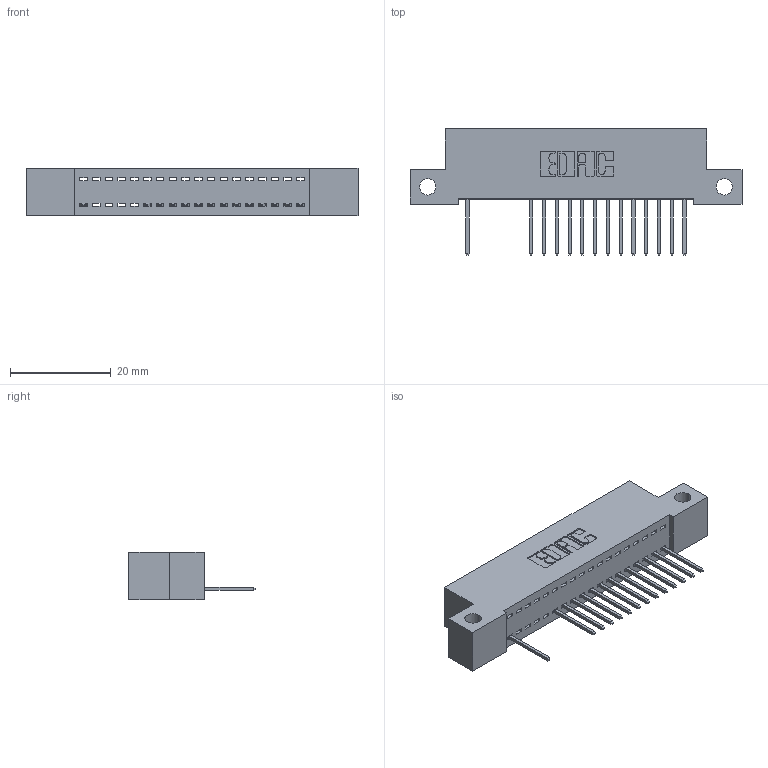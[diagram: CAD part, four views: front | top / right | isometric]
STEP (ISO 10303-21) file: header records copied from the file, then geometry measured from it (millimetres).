
FILE_DESCRIPTION (( 'STEP AP203' ), '1' );
FILE_NAME ('392-018-523-112.STEP', '2018-08-15T03:49:31', ( '' ), ( '' ), 'SwSTEP 2.0', 'SolidWorks 2016', '' );
FILE_SCHEMA (( 'CONFIG_CONTROL_DESIGN' ));
Length unit declared in the file: inch
Products named in the file (3): 345-292-001_345-293-123; 392-018-523-112; 342 Part_Side Mount
Assembly tree (15 placements, depth 2):
  392-018-523-112
    342 Part_Side Mount
    345-292-001_345-293-123  x14
Bounding box: 66.04 x 25.15 x 9.4 mm (x, y, z)
Volume: 5576.9 mm3; surface area: 7354.5 mm2
Topology: 15 solids, 15 shells, 970 faces, 2931 edges, 1934 vertices
Faces by surface type: plane 702, cylinder 268
Entity records: 13869 total; most frequent: CARTESIAN_POINT 2420, ORIENTED_EDGE 2378, DIRECTION 2085, EDGE_CURVE 1189, LINE 1061, VECTOR 1061, VERTEX_POINT 790, AXIS2_PLACEMENT_3D 512
